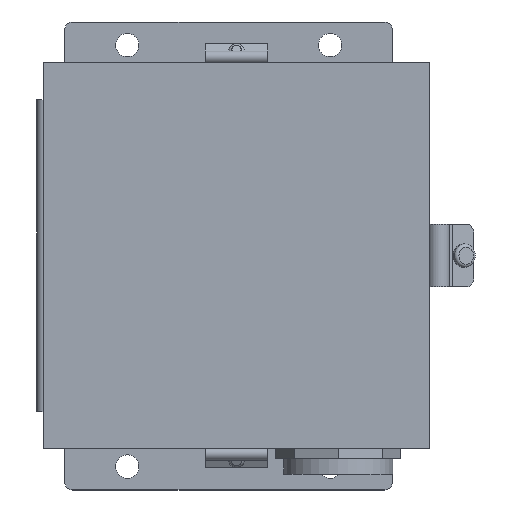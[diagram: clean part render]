
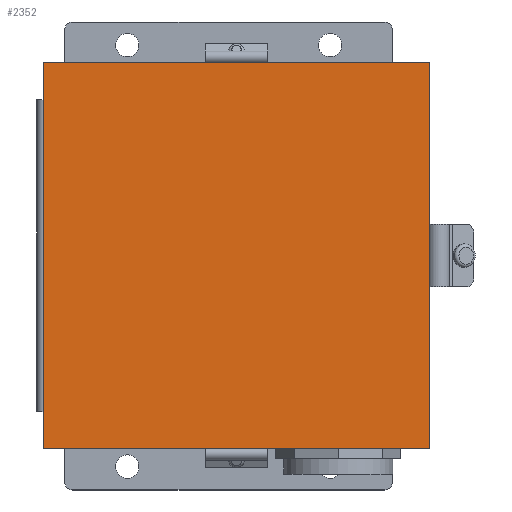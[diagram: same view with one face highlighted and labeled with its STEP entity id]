
A CAD part, top view. The second image highlights one B-rep face of the part: STEP entity #2352.
In plain terms, the highlighted planar face has unit normal (0, 0, 1).
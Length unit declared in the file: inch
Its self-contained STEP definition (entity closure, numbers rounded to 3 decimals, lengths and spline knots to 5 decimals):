
#812=CARTESIAN_POINT('',(3.1,-3.1,2.44));
#813=VERTEX_POINT('',#812);
#820=CARTESIAN_POINT('',(-3.1,-3.1,2.44));
#821=VERTEX_POINT('',#820);
#822=CARTESIAN_POINT('',(-3.1,-3.1,2.44));
#823=DIRECTION('',(1.0,0.0,0.0));
#824=VECTOR('',#823,6.2);
#825=LINE('',#822,#824);
#826=EDGE_CURVE('',#821,#813,#825,.T.);
#1377=CARTESIAN_POINT('',(-3.1,3.1,2.44));
#1378=VERTEX_POINT('',#1377);
#1385=CARTESIAN_POINT('',(3.1,3.1,2.44));
#1386=VERTEX_POINT('',#1385);
#1387=CARTESIAN_POINT('',(3.1,3.1,2.44));
#1388=DIRECTION('',(-1.0,0.0,0.0));
#1389=VECTOR('',#1388,6.2);
#1390=LINE('',#1387,#1389);
#1391=EDGE_CURVE('',#1386,#1378,#1390,.T.);
#2252=CARTESIAN_POINT('',(3.1,-3.1,2.44));
#2253=DIRECTION('',(0.0,1.0,0.0));
#2254=VECTOR('',#2253,6.2);
#2255=LINE('',#2252,#2254);
#2256=EDGE_CURVE('',#813,#1386,#2255,.T.);
#2331=CARTESIAN_POINT('',(-3.1,3.1,2.44));
#2332=DIRECTION('',(0.0,-1.0,0.0));
#2333=VECTOR('',#2332,6.2);
#2334=LINE('',#2331,#2333);
#2335=EDGE_CURVE('',#1378,#821,#2334,.T.);
#2341=CARTESIAN_POINT('',(0.0,0.,2.44));
#2342=DIRECTION('',(0.0,0.0,1.0));
#2343=DIRECTION('',(1.0,0.0,0.0));
#2344=AXIS2_PLACEMENT_3D('',#2341,#2342,#2343);
#2345=PLANE('',#2344);
#2346=ORIENTED_EDGE('',*,*,#1391,.T.);
#2347=ORIENTED_EDGE('',*,*,#2335,.T.);
#2348=ORIENTED_EDGE('',*,*,#826,.T.);
#2349=ORIENTED_EDGE('',*,*,#2256,.T.);
#2350=EDGE_LOOP('',(#2346,#2347,#2348,#2349));
#2351=FACE_OUTER_BOUND('',#2350,.T.);
#2352=ADVANCED_FACE('',(#2351),#2345,.T.);
